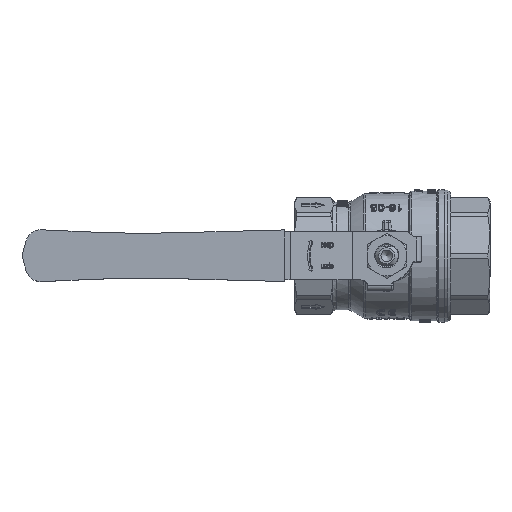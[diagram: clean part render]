
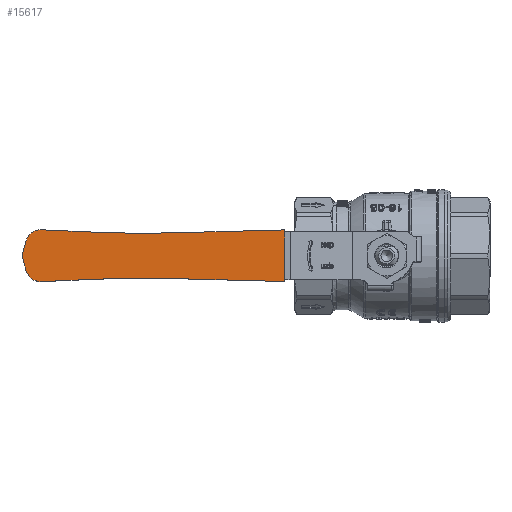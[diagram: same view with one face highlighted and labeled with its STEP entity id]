
A CAD part, top view. The second image highlights one B-rep face of the part: STEP entity #15617.
In plain terms, the highlighted face is planar.
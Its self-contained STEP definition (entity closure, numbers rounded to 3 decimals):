
#1473=PLANE('',#17089);
#2218=FACE_OUTER_BOUND('',#3137,.T.);
#3137=EDGE_LOOP('',(#13791,#13792,#13793,#13794,#13795,#13796,#13797,#13798,
#13799,#13800,#13801));
#4393=CIRCLE('',#17076,499.2);
#4394=CIRCLE('',#17079,6.8);
#4395=CIRCLE('',#17083,6.8);
#4396=CIRCLE('',#17086,499.2);
#5167=LINE('',#31283,#6240);
#5182=LINE('',#31323,#6255);
#5185=LINE('',#31331,#6258);
#5187=LINE('',#31335,#6260);
#5190=LINE('',#31343,#6263);
#5193=LINE('',#31350,#6266);
#5194=LINE('',#31352,#6267);
#6240=VECTOR('',#20035,10.);
#6255=VECTOR('',#20066,10.);
#6258=VECTOR('',#20075,10.);
#6260=VECTOR('',#20079,10.);
#6263=VECTOR('',#20088,10.);
#6266=VECTOR('',#20097,10.);
#6267=VECTOR('',#20100,10.);
#7702=VERTEX_POINT('',#31280);
#7703=VERTEX_POINT('',#31282);
#7718=VERTEX_POINT('',#31316);
#7719=VERTEX_POINT('',#31318);
#7720=VERTEX_POINT('',#31322);
#7721=VERTEX_POINT('',#31326);
#7722=VERTEX_POINT('',#31330);
#7723=VERTEX_POINT('',#31334);
#7724=VERTEX_POINT('',#31338);
#7725=VERTEX_POINT('',#31342);
#7726=VERTEX_POINT('',#31346);
#9771=EDGE_CURVE('',#7703,#7702,#5167,.T.);
#9789=EDGE_CURVE('',#7719,#7718,#4393,.T.);
#9791=EDGE_CURVE('',#7720,#7719,#5182,.T.);
#9793=EDGE_CURVE('',#7721,#7720,#4394,.T.);
#9795=EDGE_CURVE('',#7722,#7721,#5185,.T.);
#9797=EDGE_CURVE('',#7723,#7722,#5187,.T.);
#9799=EDGE_CURVE('',#7724,#7723,#4395,.T.);
#9801=EDGE_CURVE('',#7725,#7724,#5190,.T.);
#9803=EDGE_CURVE('',#7726,#7725,#4396,.T.);
#9805=EDGE_CURVE('',#7702,#7726,#5193,.T.);
#9806=EDGE_CURVE('',#7718,#7703,#5194,.T.);
#13791=ORIENTED_EDGE('',*,*,#9806,.T.);
#13792=ORIENTED_EDGE('',*,*,#9771,.T.);
#13793=ORIENTED_EDGE('',*,*,#9805,.T.);
#13794=ORIENTED_EDGE('',*,*,#9803,.T.);
#13795=ORIENTED_EDGE('',*,*,#9801,.T.);
#13796=ORIENTED_EDGE('',*,*,#9799,.T.);
#13797=ORIENTED_EDGE('',*,*,#9797,.T.);
#13798=ORIENTED_EDGE('',*,*,#9795,.T.);
#13799=ORIENTED_EDGE('',*,*,#9793,.T.);
#13800=ORIENTED_EDGE('',*,*,#9791,.T.);
#13801=ORIENTED_EDGE('',*,*,#9789,.T.);
#15617=ADVANCED_FACE('',(#2218),#1473,.T.);
#17076=AXIS2_PLACEMENT_3D('',#31319,#20061,#20062);
#17079=AXIS2_PLACEMENT_3D('',#31327,#20070,#20071);
#17083=AXIS2_PLACEMENT_3D('',#31339,#20083,#20084);
#17086=AXIS2_PLACEMENT_3D('',#31347,#20092,#20093);
#17089=AXIS2_PLACEMENT_3D('',#31353,#20101,#20102);
#20035=DIRECTION('',(0.,0.,1.));
#20061=DIRECTION('center_axis',(0.,-1.,0.));
#20062=DIRECTION('ref_axis',(0.026,0.,-1.));
#20066=DIRECTION('',(-0.999,0.,0.045));
#20070=DIRECTION('center_axis',(0.,1.,0.));
#20071=DIRECTION('ref_axis',(0.966,0.,-0.259));
#20075=DIRECTION('',(-0.259,0.,-0.966));
#20079=DIRECTION('',(0.259,0.,-0.966));
#20083=DIRECTION('center_axis',(0.,1.,0.));
#20084=DIRECTION('ref_axis',(-0.045,0.,0.999));
#20088=DIRECTION('',(0.999,0.,0.045));
#20092=DIRECTION('center_axis',(0.,-1.,0.));
#20093=DIRECTION('ref_axis',(-0.045,0.,0.999));
#20097=DIRECTION('',(1.,0.,-0.026));
#20100=DIRECTION('',(-1.,0.,-0.026));
#20101=DIRECTION('center_axis',(0.,1.,0.));
#20102=DIRECTION('ref_axis',(0.,0.,1.));
#31280=CARTESIAN_POINT('',(44.5,27.8,13.485));
#31282=CARTESIAN_POINT('',(44.5,27.8,-8.985));
#31283=CARTESIAN_POINT('',(44.5,27.8,-8.985));
#31316=CARTESIAN_POINT('',(92.761,27.8,-7.721));
#31318=CARTESIAN_POINT('',(128.227,27.8,-8.053));
#31319=CARTESIAN_POINT('Origin',(105.828,27.8,-506.75));
#31322=CARTESIAN_POINT('',(150.277,27.8,-9.043));
#31323=CARTESIAN_POINT('',(150.277,27.8,-9.043));
#31326=CARTESIAN_POINT('',(157.151,27.8,-4.01));
#31327=CARTESIAN_POINT('Origin',(150.583,27.8,-2.25));
#31330=CARTESIAN_POINT('',(158.828,27.8,2.25));
#31331=CARTESIAN_POINT('',(158.828,27.8,2.25));
#31334=CARTESIAN_POINT('',(157.151,27.8,8.51));
#31335=CARTESIAN_POINT('',(157.151,27.8,8.51));
#31338=CARTESIAN_POINT('',(150.277,27.8,13.543));
#31339=CARTESIAN_POINT('Origin',(150.583,27.8,6.75));
#31342=CARTESIAN_POINT('',(128.227,27.8,12.553));
#31343=CARTESIAN_POINT('',(128.227,27.8,12.553));
#31346=CARTESIAN_POINT('',(92.761,27.8,12.221));
#31347=CARTESIAN_POINT('Origin',(105.828,27.8,511.25));
#31350=CARTESIAN_POINT('',(44.5,27.8,13.485));
#31352=CARTESIAN_POINT('',(92.761,27.8,-7.721));
#31353=CARTESIAN_POINT('Origin',(98.013,27.8,2.25));
